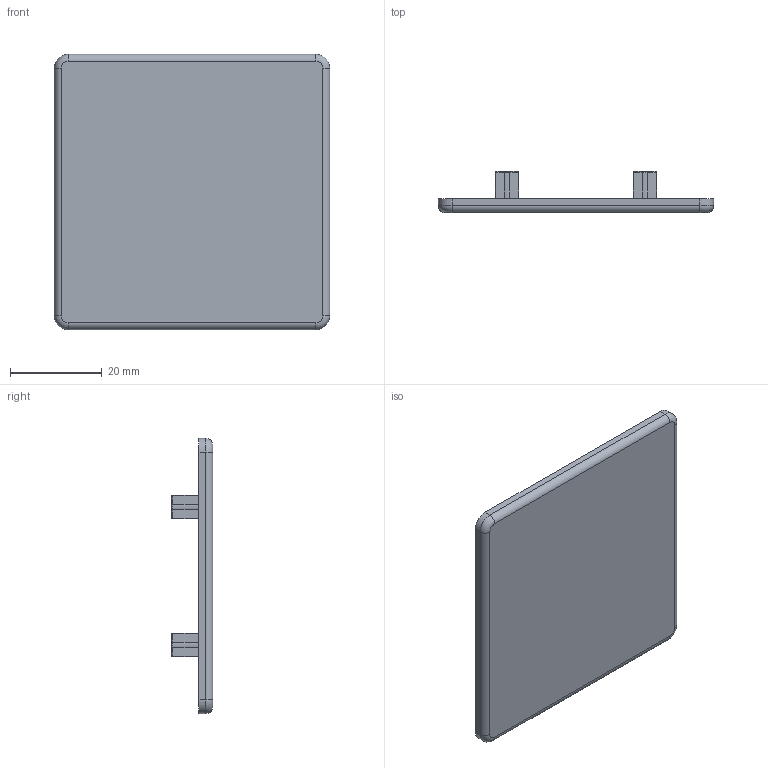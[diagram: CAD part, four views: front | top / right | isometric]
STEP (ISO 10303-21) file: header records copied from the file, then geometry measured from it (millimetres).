
FILE_DESCRIPTION (( 'STEP AP214' ), '1' );
FILE_NAME ('084.201.089.STEP', '2019-09-24T11:49:54', ( '' ), ( '' ), 'SwSTEP 2.0', 'SolidWorks 2018', '' );
FILE_SCHEMA (( 'AUTOMOTIVE_DESIGN' ));
Length unit declared in the file: millimetre
Products named in the file (1): 084.201.089
Bounding box: 60 x 9 x 60 mm (x, y, z)
Volume: 8020.6 mm3; surface area: 8727.9 mm2
Topology: 1 solids, 1 shells, 366 faces, 941 edges, 600 vertices
Faces by surface type: plane 222, cylinder 80, torus 40, bspline 24
Entity records: 11193 total; most frequent: CARTESIAN_POINT 2428, ORIENTED_EDGE 1882, DIRECTION 1681, EDGE_CURVE 941, LINE 695, VECTOR 695, VERTEX_POINT 600, AXIS2_PLACEMENT_3D 493
